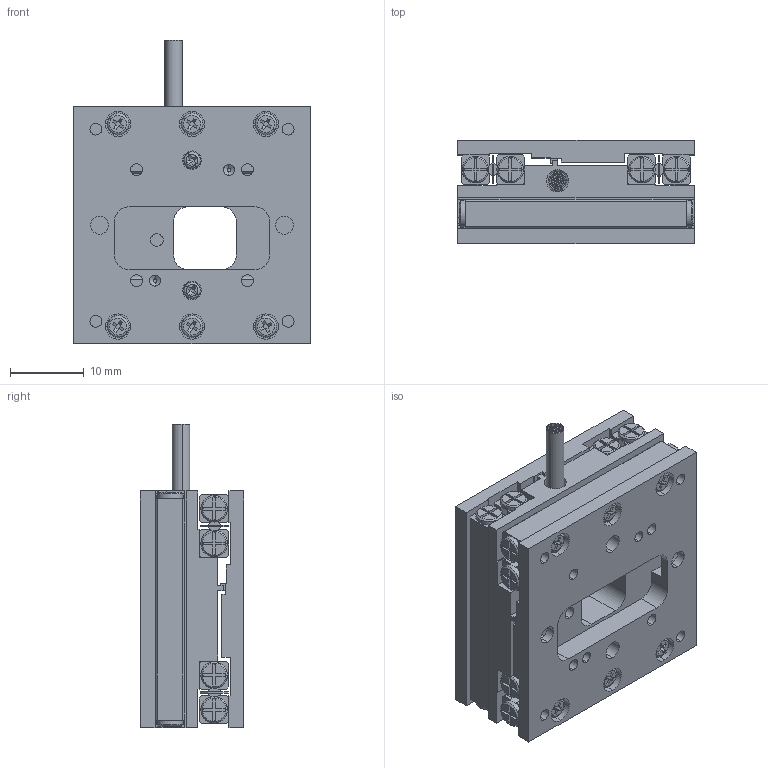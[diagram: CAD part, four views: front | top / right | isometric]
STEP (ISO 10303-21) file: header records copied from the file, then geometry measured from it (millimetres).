
FILE_DESCRIPTION (( 'STEP AP214' ), '1' );
FILE_NAME ('PPX-32CR-1100X.STEP', '2022-02-05T00:51:30', ( '' ), ( '' ), 'SwSTEP 2.0', 'SolidWorks 2020', '' );
FILE_SCHEMA (( 'AUTOMOTIVE_DESIGN' ));
Length unit declared in the file: millimetre
Products named in the file (12): SV1030-7Z_2_14a_Centered; SCREW, MS-PPH, M-JCIS_M1.6 x 0.35 x 4mm; PPX-32CR-1100X; 430834 PPX-32CR, Carriage; SV1030-7Z_2_14a_Movable to Limits; TFC-421 Silver Braided Cable_L15; _SV1030- 7Z Roller; SCREW, MS-PPH, M-JCIS_M2 x 0.4 x 4mm; 430833 PPX-32CR, Center Plate; _SV1030- 7Z Body
Assembly tree (44 placements, depth 3):
  PPX-32CR-1100X
    430833 PPX-32CR, Center Plate
    430834 PPX-32CR, Carriage  x2
    SV1030-7Z_2_14a_Movable to Limits
      _SV1030- 7Z Roller
      _SV1030- 7Z Body  x2
    SV1030-7Z_2_14a_Centered
      _SV1030- 7Z Roller
      _SV1030- 7Z Body  x2
    SV1030-7Z_2_14a_Centered
      _SV1030- 7Z Roller
      _SV1030- 7Z Body  x2
    SV1030-7Z_2_14a_Movable to Limits
      _SV1030- 7Z Roller
      _SV1030- 7Z Body  x2
    SCREW, MS-PPH, M-JCIS_M2 x 0.4 x 4mm  x13
    SCREW, MS-PPH, M-JCIS_M1.6 x 0.35 x 4mm  x11
    TFC-421 Silver Braided Cable_L15
Bounding box: 32 x 14 x 41 mm (x, y, z)
Volume: 9987.9 mm3; surface area: 15029.7 mm2
Topology: 53 solids, 53 shells, 1936 faces, 4786 edges, 3020 vertices
Faces by surface type: plane 1077, cylinder 469, cone 222, torus 144, bspline 24
Entity records: 53930 total; most frequent: CARTESIAN_POINT 40319, DIRECTION 2486, ORIENTED_EDGE 2320, EDGE_CURVE 1160, AXIS2_PLACEMENT_3D 899, VERTEX_POINT 753, VECTOR 688, LINE 688
